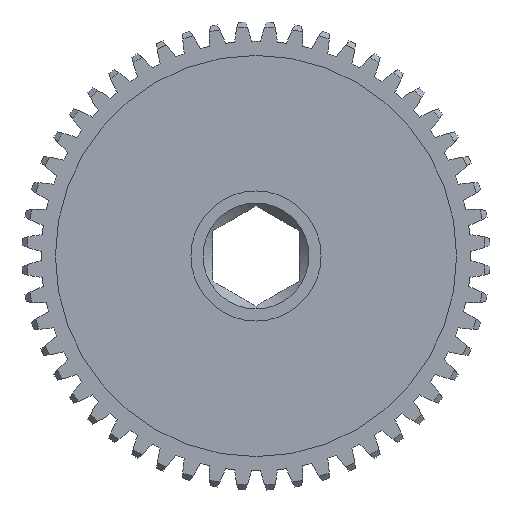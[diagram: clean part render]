
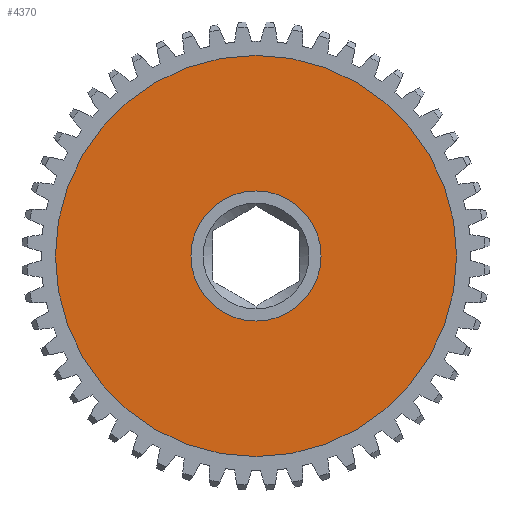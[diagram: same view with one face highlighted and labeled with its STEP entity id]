
A CAD part, left-side view. The second image highlights one B-rep face of the part: STEP entity #4370.
In plain terms, the highlighted planar face has unit normal (-1, 0, 0).
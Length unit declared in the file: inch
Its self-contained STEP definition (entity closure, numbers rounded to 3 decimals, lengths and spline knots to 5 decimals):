
#87 = DIRECTION ( 'NONE',  ( 0., 0., 1. ) ) ;
#202 = DIRECTION ( 'NONE',  ( -1., 0., 0. ) ) ;
#222 = CARTESIAN_POINT ( 'NONE',  ( 0.1375, 0., 0.375 ) ) ;
#411 = CARTESIAN_POINT ( 'NONE',  ( 0.1375, 0., 0. ) ) ;
#419 = ORIENTED_EDGE ( 'NONE', *, *, #11497, .F. ) ;
#549 = ORIENTED_EDGE ( 'NONE', *, *, #11164, .T. ) ;
#794 = AXIS2_PLACEMENT_3D ( 'NONE', #991, #202, #87 ) ;
#829 = AXIS2_PLACEMENT_3D ( 'NONE', #411, #4115, #5814 ) ;
#991 = CARTESIAN_POINT ( 'NONE',  ( 0.1375, 0., 0. ) ) ;
#1039 = CARTESIAN_POINT ( 'NONE',  ( 0.1375, 0., 0. ) ) ;
#1055 = ORIENTED_EDGE ( 'NONE', *, *, #7981, .T. ) ;
#1731 = ORIENTED_EDGE ( 'NONE', *, *, #3668, .F. ) ;
#1756 = CIRCLE ( 'NONE', #794, 1.15625 ) ;
#2444 = DIRECTION ( 'NONE',  ( -1., 0., 0. ) ) ;
#3334 = AXIS2_PLACEMENT_3D ( 'NONE', #4766, #8698, #3920 ) ;
#3668 = EDGE_CURVE ( 'NONE', #7097, #8585, #5474, .T. ) ;
#3689 = CIRCLE ( 'NONE', #10475, 1.15625 ) ;
#3843 = CIRCLE ( 'NONE', #9657, 0.375 ) ;
#3920 = DIRECTION ( 'NONE',  ( 0., 0., 1. ) ) ;
#4115 = DIRECTION ( 'NONE',  ( -1., 0., 0. ) ) ;
#4123 = EDGE_LOOP ( 'NONE', ( #549, #1055 ) ) ;
#4370 = ADVANCED_FACE ( 'NONE', ( #5938, #11357 ), #5023, .T. ) ;
#4671 = VERTEX_POINT ( 'NONE', #6595 ) ;
#4749 = DIRECTION ( 'NONE',  ( 0., 0., 1. ) ) ;
#4766 = CARTESIAN_POINT ( 'NONE',  ( 0.1375, 0., 0. ) ) ;
#5023 = PLANE ( 'NONE',  #829 ) ;
#5213 = EDGE_LOOP ( 'NONE', ( #419, #1731 ) ) ;
#5427 = CARTESIAN_POINT ( 'NONE',  ( 0.1375, 0., 0. ) ) ;
#5474 = CIRCLE ( 'NONE', #3334, 0.375 ) ;
#5814 = DIRECTION ( 'NONE',  ( 0., 0., 1. ) ) ;
#5938 = FACE_BOUND ( 'NONE', #5213, .T. ) ;
#6227 = CARTESIAN_POINT ( 'NONE',  ( 0.1375, 0., -1.15625 ) ) ;
#6595 = CARTESIAN_POINT ( 'NONE',  ( 0.1375, 0., 1.15625 ) ) ;
#7097 = VERTEX_POINT ( 'NONE', #222 ) ;
#7981 = EDGE_CURVE ( 'NONE', #11383, #4671, #3689, .T. ) ;
#8585 = VERTEX_POINT ( 'NONE', #10984 ) ;
#8698 = DIRECTION ( 'NONE',  ( -1., 0., 0. ) ) ;
#9657 = AXIS2_PLACEMENT_3D ( 'NONE', #5427, #2444, #9928 ) ;
#9928 = DIRECTION ( 'NONE',  ( 0., 0., 1. ) ) ;
#10475 = AXIS2_PLACEMENT_3D ( 'NONE', #1039, #11379, #4749 ) ;
#10984 = CARTESIAN_POINT ( 'NONE',  ( 0.1375, 0., -0.375 ) ) ;
#11164 = EDGE_CURVE ( 'NONE', #4671, #11383, #1756, .T. ) ;
#11357 = FACE_OUTER_BOUND ( 'NONE', #4123, .T. ) ;
#11379 = DIRECTION ( 'NONE',  ( -1., 0., 0. ) ) ;
#11383 = VERTEX_POINT ( 'NONE', #6227 ) ;
#11497 = EDGE_CURVE ( 'NONE', #8585, #7097, #3843, .T. ) ;
